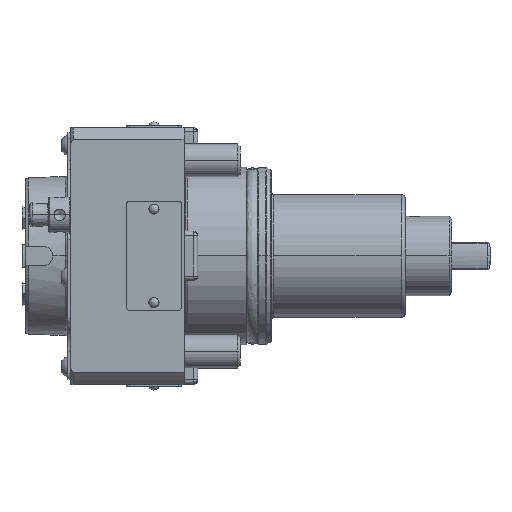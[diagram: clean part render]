
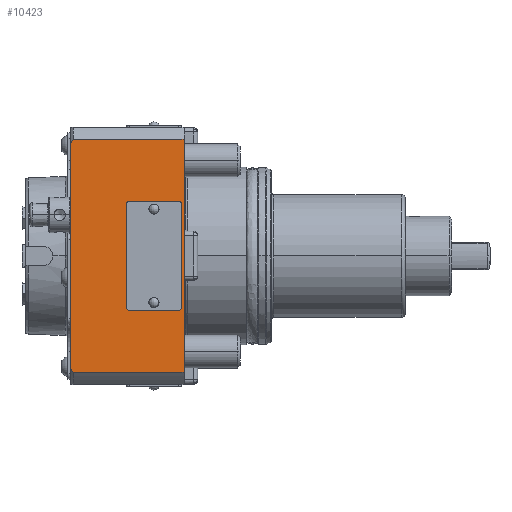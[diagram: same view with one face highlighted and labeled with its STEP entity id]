
A CAD part, top view. The second image highlights one B-rep face of the part: STEP entity #10423.
In plain terms, the highlighted planar face has unit normal (0, 0, 1).
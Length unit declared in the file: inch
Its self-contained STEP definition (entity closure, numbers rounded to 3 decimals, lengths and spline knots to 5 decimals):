
#344 = CARTESIAN_POINT ( 'NONE',  ( -0.07874, 0.7874, 1.85039 ) ) ;
#717 = CARTESIAN_POINT ( 'NONE',  ( -0.07874, -0.74803, 1.85039 ) ) ;
#802 = CARTESIAN_POINT ( 'NONE',  ( -0.82677, -0.74803, 1.85039 ) ) ;
#1153 = CARTESIAN_POINT ( 'NONE',  ( -0.03937, -1.85039, 1.85039 ) ) ;
#1350 = EDGE_CURVE ( 'NONE', #55182, #57529, #39133, .T. ) ;
#2227 = DIRECTION ( 'NONE',  ( 0., -1., 0. ) ) ;
#2344 = CARTESIAN_POINT ( 'NONE',  ( -0.7874, 0.74803, 1.85039 ) ) ;
#2569 = VERTEX_POINT ( 'NONE', #16983 ) ;
#2723 = LINE ( 'NONE', #30042, #49436 ) ;
#3172 = EDGE_CURVE ( 'NONE', #30707, #23661, #18365, .T. ) ;
#3450 = DIRECTION ( 'NONE',  ( -1., 0., 0. ) ) ;
#5766 = CARTESIAN_POINT ( 'NONE',  ( -1.63386, -1.85039, 1.85039 ) ) ;
#6245 = VECTOR ( 'NONE', #32169, 39.37008 ) ;
#6592 = ORIENTED_EDGE ( 'NONE', *, *, #13747, .F. ) ;
#7553 = CARTESIAN_POINT ( 'NONE',  ( -0.82677, -1.85039, 1.85039 ) ) ;
#7562 = ORIENTED_EDGE ( 'NONE', *, *, #13871, .F. ) ;
#8021 = DIRECTION ( 'NONE',  ( -1., 0., 0. ) ) ;
#8440 = CARTESIAN_POINT ( 'NONE',  ( -1.59449, -1.68108, 1.85039 ) ) ;
#9657 = ORIENTED_EDGE ( 'NONE', *, *, #66744, .F. ) ;
#10203 = VERTEX_POINT ( 'NONE', #37485 ) ;
#10423 = ADVANCED_FACE ( 'NONE', ( #18640, #69572 ), #51630, .F. ) ;
#10524 = CARTESIAN_POINT ( 'NONE',  ( 0., 0.7874, 1.85039 ) ) ;
#10766 = VECTOR ( 'NONE', #17456, 39.37008 ) ;
#10942 = EDGE_CURVE ( 'NONE', #2569, #33513, #60584, .T. ) ;
#11135 = CARTESIAN_POINT ( 'NONE',  ( -1.63386, 1.62196, 1.85039 ) ) ;
#11679 = EDGE_CURVE ( 'NONE', #10203, #62628, #46013, .T. ) ;
#12487 = DIRECTION ( 'NONE',  ( 0., 1., 0. ) ) ;
#12608 = EDGE_LOOP ( 'NONE', ( #6592, #51336, #31313, #38681, #7562, #58099 ) ) ;
#13001 = DIRECTION ( 'NONE',  ( 1., 0., 0. ) ) ;
#13747 = EDGE_CURVE ( 'NONE', #62628, #2569, #45220, .T. ) ;
#13871 = EDGE_CURVE ( 'NONE', #33513, #25482, #20390, .T. ) ;
#14714 = DIRECTION ( 'NONE',  ( -1., 0., 0. ) ) ;
#15367 = AXIS2_PLACEMENT_3D ( 'NONE', #717, #29088, #50698 ) ;
#16983 = CARTESIAN_POINT ( 'NONE',  ( 0., 1.68108, 1.85039 ) ) ;
#17237 = CARTESIAN_POINT ( 'NONE',  ( 0., 1.68108, 1.85039 ) ) ;
#17456 = DIRECTION ( 'NONE',  ( 0., 1., 0. ) ) ;
#18365 = CIRCLE ( 'NONE', #64754, 0.03937 ) ;
#18634 = DIRECTION ( 'NONE',  ( 0., 0., 1. ) ) ;
#18640 = FACE_BOUND ( 'NONE', #47762, .T. ) ;
#19022 = CARTESIAN_POINT ( 'NONE',  ( -0.07874, 0.74803, 1.85039 ) ) ;
#19038 = CARTESIAN_POINT ( 'NONE',  ( -1.62094, -1.64155, 1.85039 ) ) ;
#19410 = CARTESIAN_POINT ( 'NONE',  ( -1.63386, -1.62196, 1.85039 ) ) ;
#20390 = LINE ( 'NONE', #30002, #41176 ) ;
#20566 = AXIS2_PLACEMENT_3D ( 'NONE', #21010, #45596, #42626 ) ;
#21010 = CARTESIAN_POINT ( 'NONE',  ( 0., -1.85039, 1.85039 ) ) ;
#21380 = ORIENTED_EDGE ( 'NONE', *, *, #28810, .F. ) ;
#23218 = DIRECTION ( 'NONE',  ( -1., 0., 0. ) ) ;
#23661 = VERTEX_POINT ( 'NONE', #64735 ) ;
#24437 = ORIENTED_EDGE ( 'NONE', *, *, #27167, .F. ) ;
#25482 = VERTEX_POINT ( 'NONE', #46388 ) ;
#27019 = VECTOR ( 'NONE', #12487, 39.37008 ) ;
#27167 = EDGE_CURVE ( 'NONE', #33523, #55182, #2723, .T. ) ;
#28559 = DIRECTION ( 'NONE',  ( 0., 0., 1. ) ) ;
#28810 = EDGE_CURVE ( 'NONE', #46954, #64213, #60967, .T. ) ;
#28903 = CARTESIAN_POINT ( 'NONE',  ( -0.7874, -0.74803, 1.85039 ) ) ;
#29088 = DIRECTION ( 'NONE',  ( 0., 0., 1. ) ) ;
#30002 = CARTESIAN_POINT ( 'NONE',  ( 0., -1.68108, 1.85039 ) ) ;
#30042 = CARTESIAN_POINT ( 'NONE',  ( 0., -0.7874, 1.85039 ) ) ;
#30545 = EDGE_CURVE ( 'NONE', #23661, #56045, #56112, .T. ) ;
#30707 = VERTEX_POINT ( 'NONE', #69193 ) ;
#30961 = VECTOR ( 'NONE', #61177, 39.37008 ) ;
#31313 = ORIENTED_EDGE ( 'NONE', *, *, #65495, .F. ) ;
#31756 = CARTESIAN_POINT ( 'NONE',  ( -1.63386, -1.62196, 1.85039 ) ) ;
#31912 = CARTESIAN_POINT ( 'NONE',  ( -0.03937, -0.74803, 1.85039 ) ) ;
#32169 = DIRECTION ( 'NONE',  ( -1., 0., 0. ) ) ;
#33308 = CARTESIAN_POINT ( 'NONE',  ( 0., 0., 1.85039 ) ) ;
#33513 = VERTEX_POINT ( 'NONE', #41581 ) ;
#33523 = VERTEX_POINT ( 'NONE', #62859 ) ;
#34218 = ORIENTED_EDGE ( 'NONE', *, *, #3172, .F. ) ;
#36815 = CARTESIAN_POINT ( 'NONE',  ( -0.07874, -0.7874, 1.85039 ) ) ;
#37391 = CARTESIAN_POINT ( 'NONE',  ( -1.60782, 1.66126, 1.85039 ) ) ;
#37485 = CARTESIAN_POINT ( 'NONE',  ( -1.63386, 1.62196, 1.85039 ) ) ;
#37592 = VERTEX_POINT ( 'NONE', #31756 ) ;
#38681 = ORIENTED_EDGE ( 'NONE', *, *, #57703, .F. ) ;
#38718 = VECTOR ( 'NONE', #54891, 39.37008 ) ;
#39133 = CIRCLE ( 'NONE', #15367, 0.03937 ) ;
#40408 = EDGE_CURVE ( 'NONE', #64213, #30707, #59087, .T. ) ;
#41176 = VECTOR ( 'NONE', #14714, 39.37008 ) ;
#41544 = ORIENTED_EDGE ( 'NONE', *, *, #40408, .F. ) ;
#41581 = CARTESIAN_POINT ( 'NONE',  ( 0., -1.68108, 1.85039 ) ) ;
#42626 = DIRECTION ( 'NONE',  ( -1., 0., 0. ) ) ;
#43115 = ORIENTED_EDGE ( 'NONE', *, *, #51992, .F. ) ;
#45220 = LINE ( 'NONE', #17237, #30961 ) ;
#45596 = DIRECTION ( 'NONE',  ( 0., 0., -1. ) ) ;
#46013 = B_SPLINE_CURVE_WITH_KNOTS ( 'NONE', 3,
 ( #11135, #54375, #37391, #60068 ),
 .UNSPECIFIED., .F., .F.,
 ( 4, 4 ),
 ( 0., 1. ),
 .UNSPECIFIED. ) ;
#46388 = CARTESIAN_POINT ( 'NONE',  ( -1.59449, -1.68108, 1.85039 ) ) ;
#46954 = VERTEX_POINT ( 'NONE', #68470 ) ;
#47762 = EDGE_LOOP ( 'NONE', ( #41544, #21380, #9657, #62086, #24437, #43115, #53519, #34218 ) ) ;
#49436 = VECTOR ( 'NONE', #13001, 39.37008 ) ;
#50698 = DIRECTION ( 'NONE',  ( -1., 0., 0. ) ) ;
#51336 = ORIENTED_EDGE ( 'NONE', *, *, #11679, .F. ) ;
#51630 = PLANE ( 'NONE',  #20566 ) ;
#51992 = EDGE_CURVE ( 'NONE', #56045, #33523, #59233, .T. ) ;
#53519 = ORIENTED_EDGE ( 'NONE', *, *, #30545, .F. ) ;
#54319 = LINE ( 'NONE', #5766, #10766 ) ;
#54375 = CARTESIAN_POINT ( 'NONE',  ( -1.62094, 1.64155, 1.85039 ) ) ;
#54891 = DIRECTION ( 'NONE',  ( 0., -1., 0. ) ) ;
#55182 = VERTEX_POINT ( 'NONE', #36815 ) ;
#55383 = VECTOR ( 'NONE', #2227, 39.37008 ) ;
#56045 = VERTEX_POINT ( 'NONE', #802 ) ;
#56107 = CARTESIAN_POINT ( 'NONE',  ( -1.59449, 1.68108, 1.85039 ) ) ;
#56112 = LINE ( 'NONE', #7553, #55383 ) ;
#56624 = DIRECTION ( 'NONE',  ( 0., 0., 1. ) ) ;
#57529 = VERTEX_POINT ( 'NONE', #31912 ) ;
#57703 = EDGE_CURVE ( 'NONE', #25482, #37592, #58385, .T. ) ;
#58099 = ORIENTED_EDGE ( 'NONE', *, *, #10942, .F. ) ;
#58385 = B_SPLINE_CURVE_WITH_KNOTS ( 'NONE', 3,
 ( #8440, #67969, #19038, #19410 ),
 .UNSPECIFIED., .F., .F.,
 ( 4, 4 ),
 ( 0., 1. ),
 .UNSPECIFIED. ) ;
#59087 = LINE ( 'NONE', #10524, #6245 ) ;
#59233 = CIRCLE ( 'NONE', #69549, 0.03937 ) ;
#60068 = CARTESIAN_POINT ( 'NONE',  ( -1.59449, 1.68108, 1.85039 ) ) ;
#60584 = LINE ( 'NONE', #33308, #38718 ) ;
#60967 = CIRCLE ( 'NONE', #65446, 0.03937 ) ;
#61177 = DIRECTION ( 'NONE',  ( 1., 0., 0. ) ) ;
#62086 = ORIENTED_EDGE ( 'NONE', *, *, #1350, .F. ) ;
#62628 = VERTEX_POINT ( 'NONE', #56107 ) ;
#62859 = CARTESIAN_POINT ( 'NONE',  ( -0.7874, -0.7874, 1.85039 ) ) ;
#64213 = VERTEX_POINT ( 'NONE', #344 ) ;
#64735 = CARTESIAN_POINT ( 'NONE',  ( -0.82677, 0.74803, 1.85039 ) ) ;
#64754 = AXIS2_PLACEMENT_3D ( 'NONE', #2344, #18634, #8021 ) ;
#65446 = AXIS2_PLACEMENT_3D ( 'NONE', #19022, #56624, #3450 ) ;
#65495 = EDGE_CURVE ( 'NONE', #37592, #10203, #54319, .T. ) ;
#65674 = LINE ( 'NONE', #1153, #27019 ) ;
#66744 = EDGE_CURVE ( 'NONE', #57529, #46954, #65674, .T. ) ;
#67969 = CARTESIAN_POINT ( 'NONE',  ( -1.60782, -1.66126, 1.85039 ) ) ;
#68470 = CARTESIAN_POINT ( 'NONE',  ( -0.03937, 0.74803, 1.85039 ) ) ;
#69193 = CARTESIAN_POINT ( 'NONE',  ( -0.7874, 0.7874, 1.85039 ) ) ;
#69549 = AXIS2_PLACEMENT_3D ( 'NONE', #28903, #28559, #23218 ) ;
#69572 = FACE_OUTER_BOUND ( 'NONE', #12608, .T. ) ;
